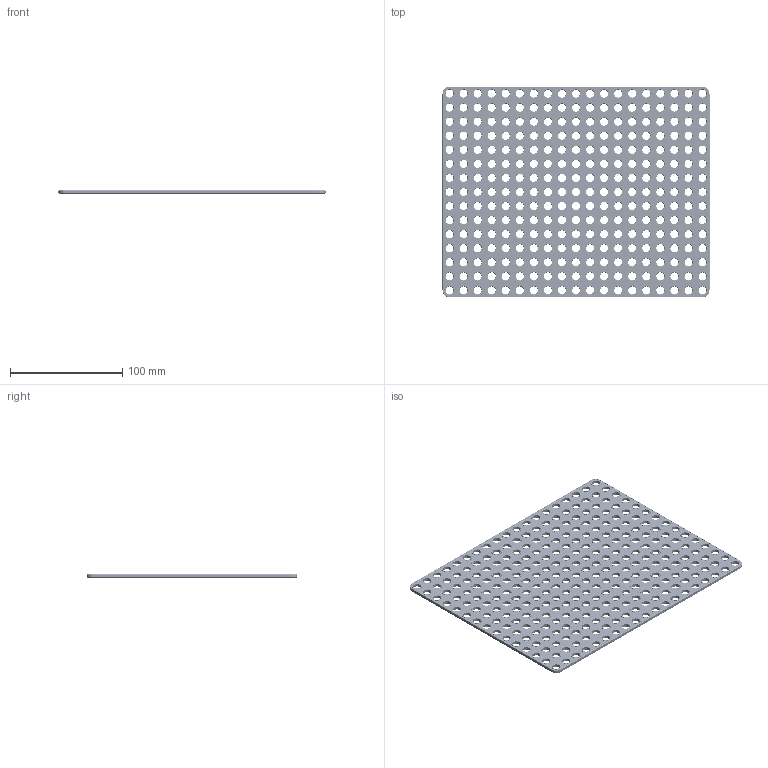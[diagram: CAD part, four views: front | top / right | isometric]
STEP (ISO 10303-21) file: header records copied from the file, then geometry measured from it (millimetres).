
FILE_DESCRIPTION(('FreeCAD Model'),'2;1');
FILE_NAME('Open CASCADE Shape Model','2024-10-09T00:30:57',(''),(''), 'Open CASCADE STEP processor 7.7','FreeCAD','Unknown');
FILE_SCHEMA(('AUTOMOTIVE_DESIGN { 1 0 10303 214 1 1 1 1 }'));
Length unit declared in the file: millimetre
Products named in the file (1): Plate RCT CRNR BU19x15x00.25 - SPN-PLT-0234 (stemfie.org)
Bounding box: 237.5 x 187.5 x 3.12 mm (x, y, z)
Volume: 99147.9 mm3; surface area: 88651.8 mm2
Topology: 1 solids, 1 shells, 1917 faces, 4208 edges, 2610 vertices
Faces by surface type: plane 621, cylinder 578, cone 578, extrusion 140
Full cylindrical faces by diameter (mm): 7 x285, 9.2 x285
Entity records: 54122 total; most frequent: CARTESIAN_POINT 9868, DIRECTION 9358, ORIENTED_EDGE 8416, EDGE_CURVE 4208, AXIS2_PLACEMENT_3D 3512, FACE_BOUND 2804, EDGE_LOOP 2804, VERTEX_POINT 2610
